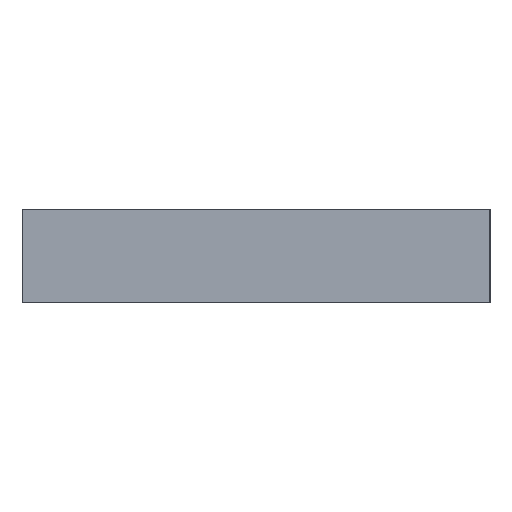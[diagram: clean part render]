
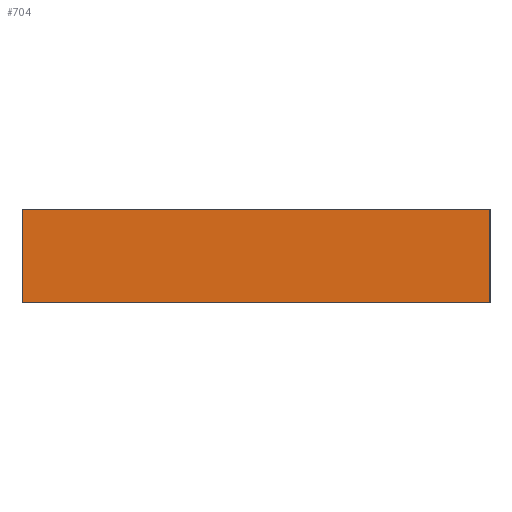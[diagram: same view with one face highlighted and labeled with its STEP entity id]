
A CAD part, front view. The second image highlights one B-rep face of the part: STEP entity #704.
In plain terms, the highlighted planar face has unit normal (0, -1, 0).
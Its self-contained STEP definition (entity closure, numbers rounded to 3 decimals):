
#53 = DIRECTION ( 'NONE',  ( 0., 0., 1. ) ) ;
#63 = CARTESIAN_POINT ( 'NONE',  ( -50., -50., 20. ) ) ;
#156 = ORIENTED_EDGE ( 'NONE', *, *, #1010, .F. ) ;
#169 = EDGE_LOOP ( 'NONE', ( #428, #1225, #156, #700 ) ) ;
#218 = VECTOR ( 'NONE', #1369, 1000. ) ;
#279 = EDGE_CURVE ( 'NONE', #560, #1373, #835, .T. ) ;
#322 = CARTESIAN_POINT ( 'NONE',  ( 50., -50., 20. ) ) ;
#343 = LINE ( 'NONE', #1267, #218 ) ;
#396 = PLANE ( 'NONE',  #1339 ) ;
#411 = CARTESIAN_POINT ( 'NONE',  ( -50., -50., 20. ) ) ;
#428 = ORIENTED_EDGE ( 'NONE', *, *, #864, .T. ) ;
#498 = VECTOR ( 'NONE', #1526, 1000. ) ;
#560 = VERTEX_POINT ( 'NONE', #63 ) ;
#611 = CARTESIAN_POINT ( 'NONE',  ( 50., -50., 0. ) ) ;
#633 = DIRECTION ( 'NONE',  ( 0., 1., 0. ) ) ;
#666 = LINE ( 'NONE', #322, #498 ) ;
#700 = ORIENTED_EDGE ( 'NONE', *, *, #279, .T. ) ;
#704 = ADVANCED_FACE ( 'NONE', ( #978 ), #396, .F. ) ;
#773 = DIRECTION ( 'NONE',  ( 0., 0., -1. ) ) ;
#803 = LINE ( 'NONE', #1319, #996 ) ;
#835 = LINE ( 'NONE', #411, #1364 ) ;
#859 = CARTESIAN_POINT ( 'NONE',  ( 50., -50., 20. ) ) ;
#864 = EDGE_CURVE ( 'NONE', #1373, #1294, #343, .T. ) ;
#978 = FACE_OUTER_BOUND ( 'NONE', #169, .T. ) ;
#996 = VECTOR ( 'NONE', #1218, 1000. ) ;
#1010 = EDGE_CURVE ( 'NONE', #560, #1264, #803, .T. ) ;
#1041 = CARTESIAN_POINT ( 'NONE',  ( -50., -50., 0. ) ) ;
#1158 = EDGE_CURVE ( 'NONE', #1264, #1294, #666, .T. ) ;
#1218 = DIRECTION ( 'NONE',  ( 1., 0., 0. ) ) ;
#1225 = ORIENTED_EDGE ( 'NONE', *, *, #1158, .F. ) ;
#1241 = CARTESIAN_POINT ( 'NONE',  ( 50., -50., 20. ) ) ;
#1264 = VERTEX_POINT ( 'NONE', #1241 ) ;
#1267 = CARTESIAN_POINT ( 'NONE',  ( 50., -50., 0. ) ) ;
#1294 = VERTEX_POINT ( 'NONE', #611 ) ;
#1319 = CARTESIAN_POINT ( 'NONE',  ( 50., -50., 20. ) ) ;
#1339 = AXIS2_PLACEMENT_3D ( 'NONE', #859, #633, #53 ) ;
#1364 = VECTOR ( 'NONE', #773, 1000. ) ;
#1369 = DIRECTION ( 'NONE',  ( 1., 0., 0. ) ) ;
#1373 = VERTEX_POINT ( 'NONE', #1041 ) ;
#1526 = DIRECTION ( 'NONE',  ( 0., 0., -1. ) ) ;
